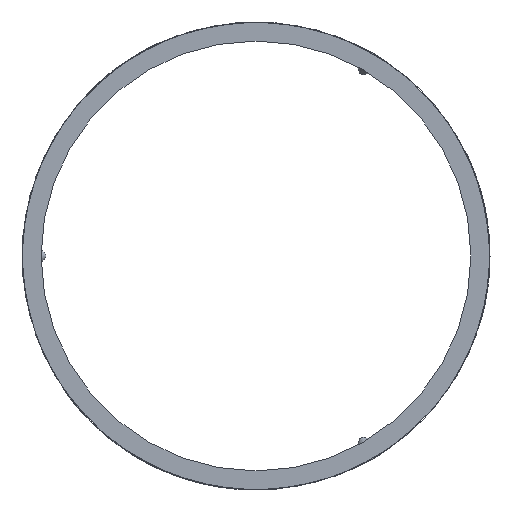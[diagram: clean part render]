
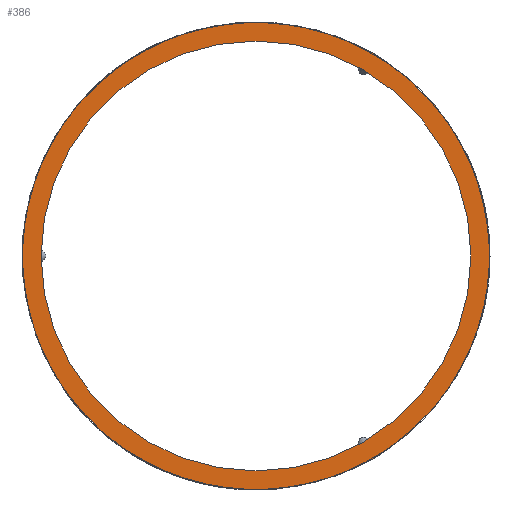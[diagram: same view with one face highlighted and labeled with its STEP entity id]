
A CAD part, left-side view. The second image highlights one B-rep face of the part: STEP entity #386.
In plain terms, the highlighted planar face has unit normal (-1, 0, 0).
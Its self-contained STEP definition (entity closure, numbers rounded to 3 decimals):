
#124=PLANE('',#3236);
#386=ADVANCED_FACE('',(#619,#620),#124,.F.);
#505=CIRCLE('',#3232,49.);
#507=CIRCLE('',#3235,45.);
#619=FACE_BOUND('',#812,.T.);
#620=FACE_BOUND('',#813,.T.);
#812=EDGE_LOOP('',(#1696));
#813=EDGE_LOOP('',(#1697));
#1696=ORIENTED_EDGE('',*,*,#2695,.F.);
#1697=ORIENTED_EDGE('',*,*,#2693,.T.);
#2230=VERTEX_POINT('',#6714);
#2232=VERTEX_POINT('',#6719);
#2693=EDGE_CURVE('',#2230,#2230,#505,.T.);
#2695=EDGE_CURVE('',#2232,#2232,#507,.T.);
#3232=AXIS2_PLACEMENT_3D('',#6713,#3477,#3478);
#3235=AXIS2_PLACEMENT_3D('',#6718,#3483,#3484);
#3236=AXIS2_PLACEMENT_3D('',#6720,#3485,#3486);
#3477=DIRECTION('',(-1.,0.,0.));
#3478=DIRECTION('',(0.,0.,1.));
#3483=DIRECTION('',(-1.,0.,0.));
#3484=DIRECTION('',(0.,0.,1.));
#3485=DIRECTION('',(1.,0.,0.));
#3486=DIRECTION('',(0.,0.,-1.));
#6713=CARTESIAN_POINT('',(0.,0.,0.));
#6714=CARTESIAN_POINT('',(0.,0.,49.));
#6718=CARTESIAN_POINT('',(0.,0.,0.));
#6719=CARTESIAN_POINT('',(0.,0.,45.));
#6720=CARTESIAN_POINT('',(0.,49.,0.));
